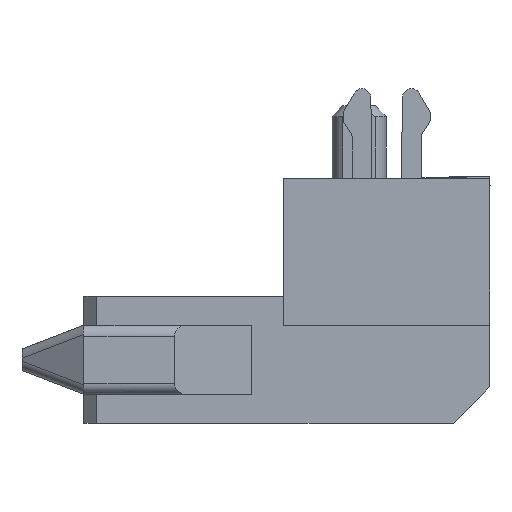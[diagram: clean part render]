
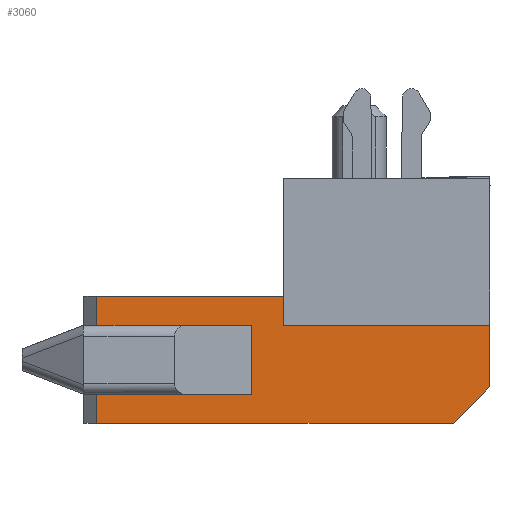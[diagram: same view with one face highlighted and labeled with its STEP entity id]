
A CAD part, left-side view. The second image highlights one B-rep face of the part: STEP entity #3060.
In plain terms, the highlighted planar face has unit normal (-1, 0, 0).
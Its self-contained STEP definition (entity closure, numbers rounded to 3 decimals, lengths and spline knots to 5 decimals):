
#3060=ADVANCED_FACE('',(#6577),#4913,.T.);
#4913=PLANE('',#43872);
#6577=FACE_OUTER_BOUND('',#8605,.T.);
#8605=EDGE_LOOP('',(#15421,#15422,#15423,#15424,#15425,#15426,#15427,#15428,
#15429,#15430,#15431));
#15421=ORIENTED_EDGE('',*,*,#29531,.T.);
#15422=ORIENTED_EDGE('',*,*,#29460,.F.);
#15423=ORIENTED_EDGE('',*,*,#29542,.T.);
#15424=ORIENTED_EDGE('',*,*,#29424,.T.);
#15425=ORIENTED_EDGE('',*,*,#29556,.F.);
#15426=ORIENTED_EDGE('',*,*,#29561,.F.);
#15427=ORIENTED_EDGE('',*,*,#29562,.F.);
#15428=ORIENTED_EDGE('',*,*,#29563,.F.);
#15429=ORIENTED_EDGE('',*,*,#29564,.T.);
#15430=ORIENTED_EDGE('',*,*,#29565,.T.);
#15431=ORIENTED_EDGE('',*,*,#29566,.F.);
#24226=VERTEX_POINT('',#63491);
#24227=VERTEX_POINT('',#63493);
#24252=VERTEX_POINT('',#63595);
#24253=VERTEX_POINT('',#63597);
#24305=VERTEX_POINT('',#63745);
#24313=VERTEX_POINT('',#63785);
#24315=VERTEX_POINT('',#63794);
#24316=VERTEX_POINT('',#63798);
#24317=VERTEX_POINT('',#63800);
#24318=VERTEX_POINT('',#63802);
#24319=VERTEX_POINT('',#63804);
#29424=EDGE_CURVE('',#24227,#24226,#35260,.T.);
#29460=EDGE_CURVE('',#24252,#24253,#35286,.T.);
#29531=EDGE_CURVE('',#24305,#24253,#35357,.T.);
#29542=EDGE_CURVE('',#24252,#24227,#35368,.T.);
#29556=EDGE_CURVE('',#24313,#24226,#35380,.T.);
#29561=EDGE_CURVE('',#24315,#24313,#35385,.T.);
#29562=EDGE_CURVE('',#24316,#24315,#35386,.T.);
#29563=EDGE_CURVE('',#24317,#24316,#35387,.T.);
#29564=EDGE_CURVE('',#24317,#24318,#35388,.T.);
#29565=EDGE_CURVE('',#24318,#24319,#35389,.T.);
#29566=EDGE_CURVE('',#24305,#24319,#35390,.T.);
#35260=LINE('',#63492,#40122);
#35286=LINE('',#63596,#40148);
#35357=LINE('',#63744,#40219);
#35368=LINE('',#63760,#40230);
#35380=LINE('',#63786,#40242);
#35385=LINE('',#63795,#40247);
#35386=LINE('',#63797,#40248);
#35387=LINE('',#63799,#40249);
#35388=LINE('',#63801,#40250);
#35389=LINE('',#63803,#40251);
#35390=LINE('',#63805,#40252);
#40122=VECTOR('',#51085,1.);
#40148=VECTOR('',#51151,1.);
#40219=VECTOR('',#51272,1.);
#40230=VECTOR('',#51287,1.);
#40242=VECTOR('',#51315,1.);
#40247=VECTOR('',#51324,1.);
#40248=VECTOR('',#51327,1.);
#40249=VECTOR('',#51328,1.);
#40250=VECTOR('',#51329,1.);
#40251=VECTOR('',#51330,1.);
#40252=VECTOR('',#51331,1.);
#43872=AXIS2_PLACEMENT_3D('',#63806,#51332,#51333);
#51085=DIRECTION('',(0.,0.,-1.));
#51151=DIRECTION('',(0.,0.,1.));
#51272=DIRECTION('',(0.,1.,0.));
#51287=DIRECTION('',(0.,-1.,0.));
#51315=DIRECTION('',(0.,-1.,0.));
#51324=DIRECTION('',(0.,0.,1.));
#51327=DIRECTION('',(0.,1.,0.));
#51328=DIRECTION('',(0.,0.707,-0.707));
#51329=DIRECTION('',(0.,0.,1.));
#51330=DIRECTION('',(0.,1.,0.));
#51331=DIRECTION('',(0.,0.,-1.));
#51332=DIRECTION('',(-1.,0.,0.));
#51333=DIRECTION('',(0.,0.,1.));
#63491=CARTESIAN_POINT('',(-0.7124,0.03465,-0.0374));
#63492=CARTESIAN_POINT('',(-0.7124,0.03465,0.0374));
#63493=CARTESIAN_POINT('',(-0.7124,0.03465,0.0374));
#63595=CARTESIAN_POINT('',(-0.7124,0.20276,0.0374));
#63596=CARTESIAN_POINT('',(-0.7124,0.20276,0.0374));
#63597=CARTESIAN_POINT('',(-0.7124,0.20276,0.0689));
#63744=CARTESIAN_POINT('',(-0.7124,0.,0.0689));
#63745=CARTESIAN_POINT('',(-0.7124,0.,0.0689));
#63760=CARTESIAN_POINT('',(-0.7124,0.20276,0.0374));
#63785=CARTESIAN_POINT('',(-0.7124,0.20276,-0.0374));
#63786=CARTESIAN_POINT('',(-0.7124,0.20276,-0.0374));
#63794=CARTESIAN_POINT('',(-0.7124,0.20276,-0.0689));
#63795=CARTESIAN_POINT('',(-0.7124,0.20276,-0.0689));
#63797=CARTESIAN_POINT('',(-0.7124,-0.18386,-0.0689));
#63798=CARTESIAN_POINT('',(-0.7124,-0.18386,-0.0689));
#63799=CARTESIAN_POINT('',(-0.7124,-0.22323,-0.02953));
#63800=CARTESIAN_POINT('',(-0.7124,-0.22323,-0.02953));
#63801=CARTESIAN_POINT('',(-0.7124,-0.22323,-0.02953));
#63802=CARTESIAN_POINT('',(-0.7124,-0.22323,0.0374));
#63803=CARTESIAN_POINT('',(-0.7124,-0.22323,0.0374));
#63804=CARTESIAN_POINT('',(-0.7124,0.,0.0374));
#63805=CARTESIAN_POINT('',(-0.7124,0.,0.0689));
#63806=CARTESIAN_POINT('',(-0.7124,0.,-0.0689));
